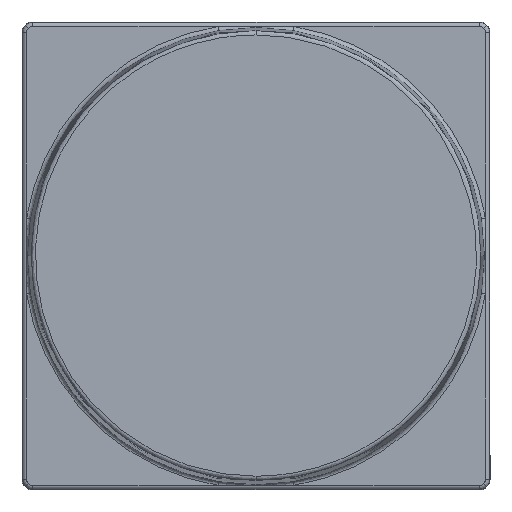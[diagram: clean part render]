
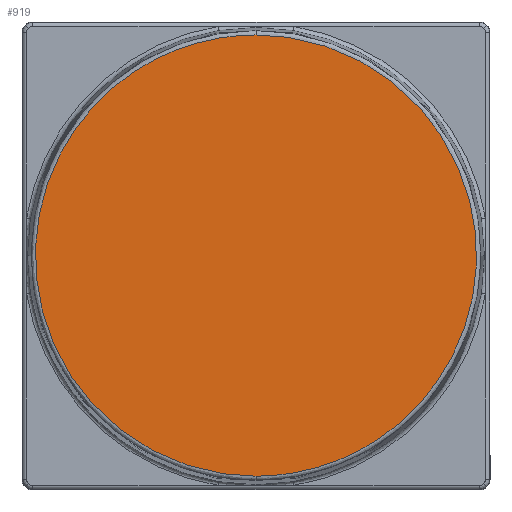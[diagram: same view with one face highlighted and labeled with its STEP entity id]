
A CAD part, top view. The second image highlights one B-rep face of the part: STEP entity #919.
In plain terms, the highlighted planar face has unit normal (0, 0, 1).
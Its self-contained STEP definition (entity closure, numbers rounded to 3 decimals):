
#217 = CARTESIAN_POINT ( 'NONE',  ( 0., 10.603, 11.17 ) ) ;
#358 = PLANE ( 'NONE',  #1847 ) ;
#379 = VERTEX_POINT ( 'NONE', #2957 ) ;
#919 = ADVANCED_FACE ( 'NONE', ( #2912 ), #358, .F. ) ;
#924 = CARTESIAN_POINT ( 'NONE',  ( 0., -10.603, 11.17 ) ) ;
#1226 = DIRECTION ( 'NONE',  ( -1., 0., 0. ) ) ;
#1236 = EDGE_CURVE ( 'NONE', #379, #2428, #3311, .T. ) ;
#1641 = CARTESIAN_POINT ( 'NONE',  ( 21.207, 10.603, 11.17 ) ) ;
#1717 = DIRECTION ( 'NONE',  ( 0., 0., -1. ) ) ;
#1847 = AXIS2_PLACEMENT_3D ( 'NONE', #2641, #1717, #1226 ) ;
#2053 = CARTESIAN_POINT ( 'NONE',  ( -21.207, 10.603, 11.17 ) ) ;
#2395 = CARTESIAN_POINT ( 'NONE',  ( 0., 10.603, 11.17 ) ) ;
#2428 = VERTEX_POINT ( 'NONE', #3123 ) ;
#2492 =( BOUNDED_CURVE ( )  B_SPLINE_CURVE ( 3, ( #924, #2969, #2053, #2395 ),
 .UNSPECIFIED., .F., .T. ) 
 B_SPLINE_CURVE_WITH_KNOTS ( ( 4, 4 ),
 ( 0., 1. ),
 .UNSPECIFIED. ) 
 CURVE ( )  GEOMETRIC_REPRESENTATION_ITEM ( )  RATIONAL_B_SPLINE_CURVE ( ( 1., 0.333, 0.333, 1. ) ) 
 REPRESENTATION_ITEM ( '' )  );
#2641 = CARTESIAN_POINT ( 'NONE',  ( -10.8, 0., 11.17 ) ) ;
#2791 = CARTESIAN_POINT ( 'NONE',  ( 21.207, -10.603, 11.17 ) ) ;
#2812 = ORIENTED_EDGE ( 'NONE', *, *, #1236, .F. ) ;
#2912 = FACE_OUTER_BOUND ( 'NONE', #2960, .T. ) ;
#2957 = CARTESIAN_POINT ( 'NONE',  ( 0., 10.603, 11.17 ) ) ;
#2960 = EDGE_LOOP ( 'NONE', ( #2812, #3586 ) ) ;
#2969 = CARTESIAN_POINT ( 'NONE',  ( -21.207, -10.603, 11.17 ) ) ;
#3074 = CARTESIAN_POINT ( 'NONE',  ( 0., -10.603, 11.17 ) ) ;
#3123 = CARTESIAN_POINT ( 'NONE',  ( 0., -10.603, 11.17 ) ) ;
#3311 =( BOUNDED_CURVE ( )  B_SPLINE_CURVE ( 3, ( #217, #1641, #2791, #3074 ),
 .UNSPECIFIED., .F., .T. ) 
 B_SPLINE_CURVE_WITH_KNOTS ( ( 4, 4 ),
 ( 0., 1. ),
 .UNSPECIFIED. ) 
 CURVE ( )  GEOMETRIC_REPRESENTATION_ITEM ( )  RATIONAL_B_SPLINE_CURVE ( ( 1., 0.333, 0.333, 1. ) ) 
 REPRESENTATION_ITEM ( '' )  );
#3520 = EDGE_CURVE ( 'NONE', #2428, #379, #2492, .T. ) ;
#3586 = ORIENTED_EDGE ( 'NONE', *, *, #3520, .F. ) ;
